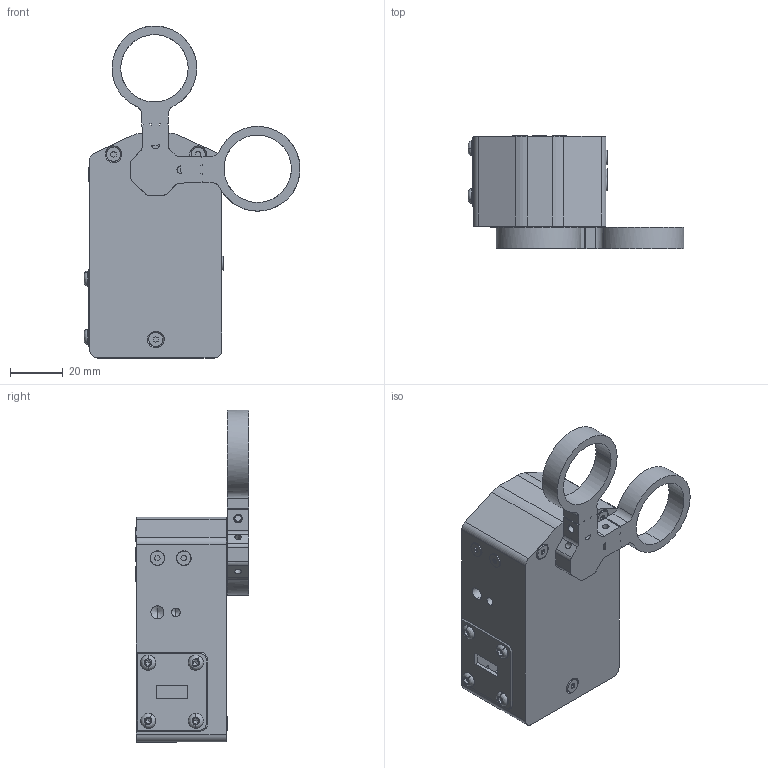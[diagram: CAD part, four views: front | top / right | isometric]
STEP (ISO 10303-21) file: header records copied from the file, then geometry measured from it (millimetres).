
FILE_DESCRIPTION(/* description */ (''),/* implementation_level */ '2;1');
FILE_NAME(/* name */ '03_Fl2p90-Dx',/* time_stamp */ '2025-04-21T12:42:17+03:00',/* author */ (''),/* organization */ (''),/* preprocessor_version */ 'ST-DEVELOPER v16.5',/* originating_system */ 'Rhino 7.34',/* authorisation */ '');
FILE_SCHEMA (('AUTOMOTIVE_DESIGN'));
Length unit declared in the file: millimetre
Products named in the file (1): Document
Bounding box: 81.64 x 42.84 x 125.49 mm (x, y, z)
Volume: 62518.1 mm3; surface area: 40955.4 mm2
Topology: 6 solids, 6 shells, 833 faces, 2416 edges, 1632 vertices
Faces by surface type: plane 364, cylinder 357, bspline 112
Entity records: 26121 total; most frequent: CARTESIAN_POINT 10966, ORIENTED_EDGE 4792, EDGE_CURVE 2396, VERTEX_POINT 1632, B_SPLINE_CURVE_WITH_KNOTS 1311, EDGE_LOOP 994, ADVANCED_FACE 833, FACE_OUTER_BOUND 833
